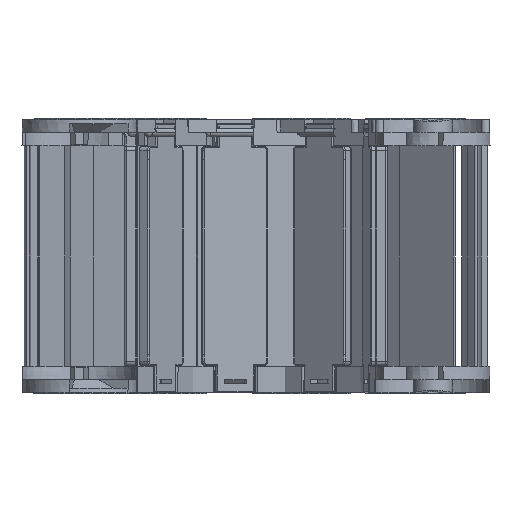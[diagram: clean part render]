
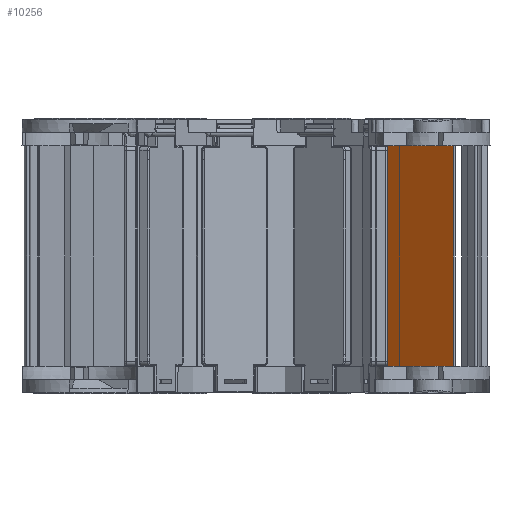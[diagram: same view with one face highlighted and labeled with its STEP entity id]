
A CAD part, left-side view. The second image highlights one B-rep face of the part: STEP entity #10256.
In plain terms, the highlighted face is planar.
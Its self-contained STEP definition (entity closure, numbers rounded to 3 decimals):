
#678 = EDGE_CURVE ( 'NONE', #4782, #2894, #4112, .T. ) ;
#1195 = CARTESIAN_POINT ( 'NONE',  ( 11.925, 5.293, 2.321 ) ) ;
#1719 = EDGE_CURVE ( 'NONE', #2195, #4782, #9545, .T. ) ;
#2055 = DIRECTION ( 'NONE',  ( -1., 0., 0. ) ) ;
#2104 = CARTESIAN_POINT ( 'NONE',  ( 34.232, 5.293, -47.679 ) ) ;
#2195 = VERTEX_POINT ( 'NONE', #1195 ) ;
#2279 = CARTESIAN_POINT ( 'NONE',  ( 37.854, 5.293, -22.679 ) ) ;
#2355 = LINE ( 'NONE', #2279, #11589 ) ;
#2548 = CARTESIAN_POINT ( 'NONE',  ( 37.854, 5.293, 2.321 ) ) ;
#2894 = VERTEX_POINT ( 'NONE', #5568 ) ;
#2946 = DIRECTION ( 'NONE',  ( 1., 0., 0. ) ) ;
#3632 = EDGE_CURVE ( 'NONE', #4744, #2894, #2355, .T. ) ;
#3802 = DIRECTION ( 'NONE',  ( 0., -1., 0. ) ) ;
#3837 = VECTOR ( 'NONE', #11388, 1000. ) ;
#3912 = EDGE_CURVE ( 'NONE', #4744, #2195, #5191, .T. ) ;
#4112 = LINE ( 'NONE', #2104, #10535 ) ;
#4744 = VERTEX_POINT ( 'NONE', #2548 ) ;
#4782 = VERTEX_POINT ( 'NONE', #11495 ) ;
#5191 = LINE ( 'NONE', #9250, #9941 ) ;
#5398 = CARTESIAN_POINT ( 'NONE',  ( 34.232, 5.293, -22.679 ) ) ;
#5545 = DIRECTION ( 'NONE',  ( -1., 0., 0. ) ) ;
#5568 = CARTESIAN_POINT ( 'NONE',  ( 37.854, 5.293, -47.679 ) ) ;
#6068 = FACE_OUTER_BOUND ( 'NONE', #9971, .T. ) ;
#7198 = AXIS2_PLACEMENT_3D ( 'NONE', #5398, #3802, #5545 ) ;
#7671 = ORIENTED_EDGE ( 'NONE', *, *, #678, .T. ) ;
#7920 = PLANE ( 'NONE',  #7198 ) ;
#8709 = DIRECTION ( 'NONE',  ( 0., 0., -1. ) ) ;
#9250 = CARTESIAN_POINT ( 'NONE',  ( 34.232, 5.293, 2.321 ) ) ;
#9545 = LINE ( 'NONE', #11508, #3837 ) ;
#9941 = VECTOR ( 'NONE', #2055, 1000. ) ;
#9971 = EDGE_LOOP ( 'NONE', ( #11080, #11104, #10820, #7671 ) ) ;
#10256 = ADVANCED_FACE ( 'NONE', ( #6068 ), #7920, .T. ) ;
#10535 = VECTOR ( 'NONE', #2946, 1000. ) ;
#10820 = ORIENTED_EDGE ( 'NONE', *, *, #1719, .T. ) ;
#11080 = ORIENTED_EDGE ( 'NONE', *, *, #3632, .F. ) ;
#11104 = ORIENTED_EDGE ( 'NONE', *, *, #3912, .T. ) ;
#11388 = DIRECTION ( 'NONE',  ( 0., 0., -1. ) ) ;
#11495 = CARTESIAN_POINT ( 'NONE',  ( 11.925, 5.293, -47.679 ) ) ;
#11508 = CARTESIAN_POINT ( 'NONE',  ( 11.925, 5.293, -22.679 ) ) ;
#11589 = VECTOR ( 'NONE', #8709, 1000. ) ;
